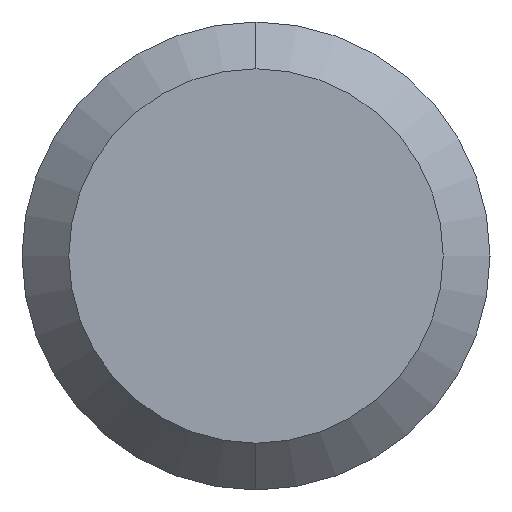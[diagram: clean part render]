
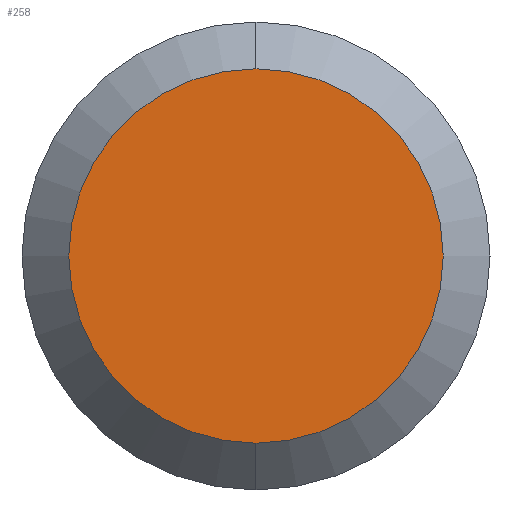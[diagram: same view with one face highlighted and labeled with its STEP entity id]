
A CAD part, left-side view. The second image highlights one B-rep face of the part: STEP entity #258.
In plain terms, the highlighted planar face has unit normal (-1, 0, 0).
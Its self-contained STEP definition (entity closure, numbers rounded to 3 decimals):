
#10 = CARTESIAN_POINT ( 'NONE',  ( 0., 0., 0. ) ) ;
#44 = CIRCLE ( 'NONE', #225, 2.4 ) ;
#46 = CARTESIAN_POINT ( 'NONE',  ( 0., 0., 2.4 ) ) ;
#66 = EDGE_LOOP ( 'NONE', ( #287, #188 ) ) ;
#82 = AXIS2_PLACEMENT_3D ( 'NONE', #377, #450, #380 ) ;
#85 = DIRECTION ( 'NONE',  ( 0., 0., 1. ) ) ;
#86 = CIRCLE ( 'NONE', #175, 2.4 ) ;
#124 = PLANE ( 'NONE',  #82 ) ;
#155 = DIRECTION ( 'NONE',  ( 0., 0., 1. ) ) ;
#159 = DIRECTION ( 'NONE',  ( -1., 0., 0. ) ) ;
#175 = AXIS2_PLACEMENT_3D ( 'NONE', #383, #407, #155 ) ;
#188 = ORIENTED_EDGE ( 'NONE', *, *, #262, .T. ) ;
#194 = CARTESIAN_POINT ( 'NONE',  ( 0., 0., -2.4 ) ) ;
#225 = AXIS2_PLACEMENT_3D ( 'NONE', #10, #159, #85 ) ;
#258 = ADVANCED_FACE ( 'NONE', ( #420 ), #124, .F. ) ;
#262 = EDGE_CURVE ( 'NONE', #320, #272, #86, .T. ) ;
#272 = VERTEX_POINT ( 'NONE', #194 ) ;
#287 = ORIENTED_EDGE ( 'NONE', *, *, #290, .T. ) ;
#290 = EDGE_CURVE ( 'NONE', #272, #320, #44, .T. ) ;
#320 = VERTEX_POINT ( 'NONE', #46 ) ;
#377 = CARTESIAN_POINT ( 'NONE',  ( 0., 2.4, 0. ) ) ;
#380 = DIRECTION ( 'NONE',  ( 0., 0., -1. ) ) ;
#383 = CARTESIAN_POINT ( 'NONE',  ( 0., 0., 0. ) ) ;
#407 = DIRECTION ( 'NONE',  ( -1., 0., 0. ) ) ;
#420 = FACE_OUTER_BOUND ( 'NONE', #66, .T. ) ;
#450 = DIRECTION ( 'NONE',  ( 1., 0., 0. ) ) ;
